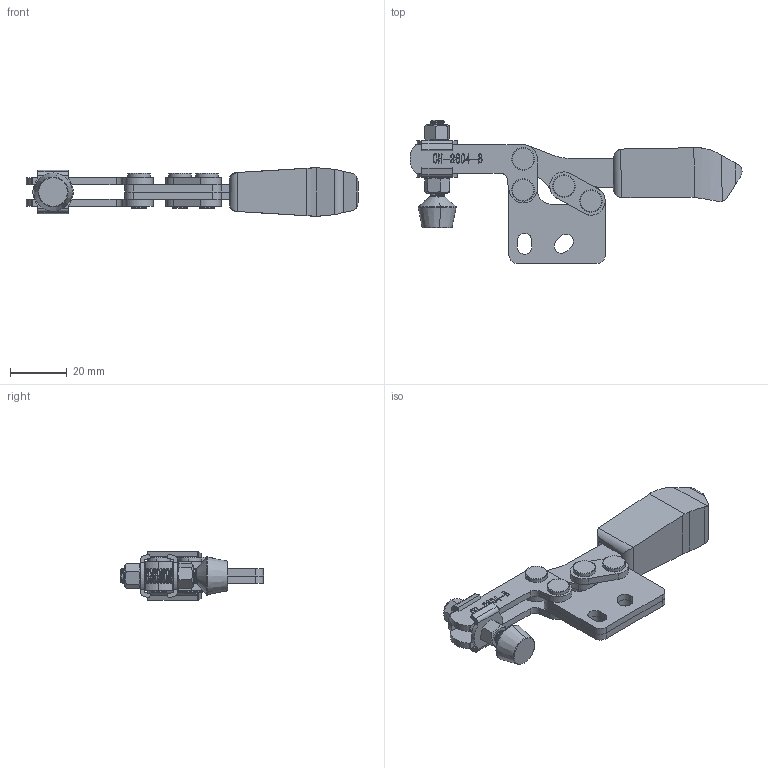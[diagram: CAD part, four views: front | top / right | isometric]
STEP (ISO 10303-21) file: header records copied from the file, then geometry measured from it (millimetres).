
FILE_DESCRIPTION (( 'STEP AP203' ), '1' );
FILE_NAME ('CH-2604-B.STEP', '2020-03-06T08:00:34', ( 'User' ), ( 'china' ), 'SwSTEP 2.0', 'SolidWorks 2018', '' );
FILE_SCHEMA (( 'CONFIG_CONTROL_DESIGN' ));
Length unit declared in the file: millimetre
Products named in the file (28): CH-2604-B-04蟀裝; 2604-B蝶杶; CH-2604-B-03忒梟; CH-2604-B-02揤參; ʵí4.7; FC-053808; CH-FW-140; hexagon nuts grade c gb; hexagon nuts grade c gb_GB_FASTENER_NUT_SNC1 M5-N; CH-2604-B-01菁釱; CH-2604-B
Assembly tree (18 placements, depth 2):
  2604-B蝶杶
  CH-2604-B-03忒梟
  CH-2604-B-02揤參
  CH-2604-B-03忒梟
  CH-FW-140
Bounding box: 117.38 x 50.6 x 17.08 mm (x, y, z)
Volume: 23824.7 mm3; surface area: 19838.9 mm2
Topology: 18 solids, 18 shells, 770 faces, 2054 edges, 1354 vertices
Faces by surface type: plane 345, cylinder 210, bspline 164, torus 28, cone 23
Entity records: 37593 total; most frequent: CARTESIAN_POINT 20198, ORIENTED_EDGE 3484, DIRECTION 2400, EDGE_CURVE 1742, VERTEX_POINT 1154, LINE 1036, VECTOR 1036, EDGE_LOOP 696
